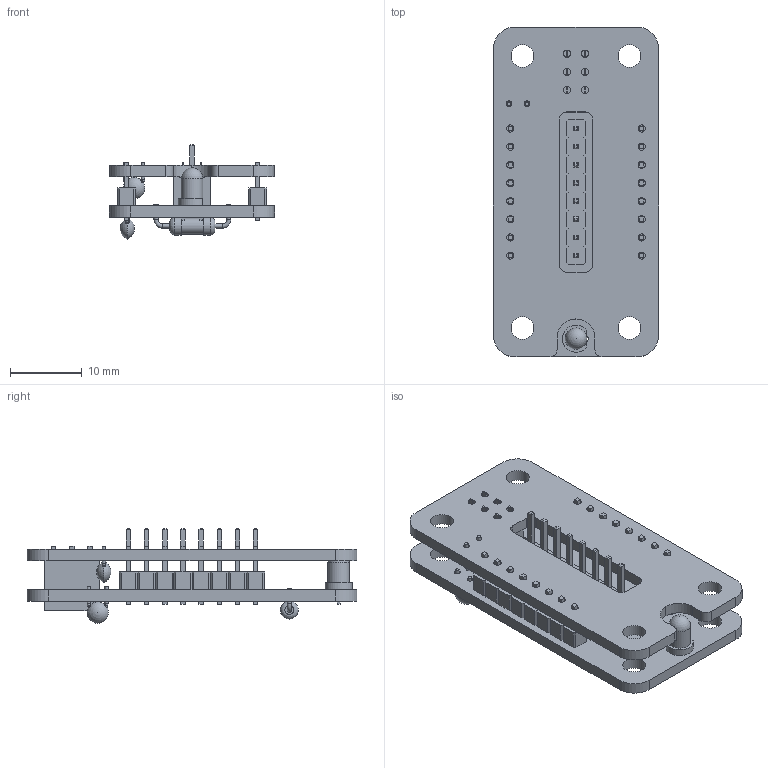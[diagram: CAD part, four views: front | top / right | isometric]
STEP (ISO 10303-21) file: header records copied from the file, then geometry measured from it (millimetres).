
FILE_DESCRIPTION(/* description */ (''),/* implementation_level */ '2;1');
FILE_NAME(/* name */ 'JTAG_ISP v3.step',/* time_stamp */ '2022-04-02T18:05:24-04:00',/* author */ (''),/* organization */ (''),/* preprocessor_version */ 'ST-DEVELOPER v18.1',/* originating_system */ 'Autodesk Translation Framework v10.14.0.1471',/* authorisation */ '');
FILE_SCHEMA (('AUTOMOTIVE_DESIGN { 1 0 10303 214 3 1 1 }'));
Length unit declared in the file: millimetre
Products named in the file (19): JTAG_ISP; JTAG_ISP-HDR; Board_Geoms_3d3b; Pcb_3d3b; Step_Models_3d3b; Top_3d3b; D1_LED_D3.0mm_53d453595ebd; J2_PinHeader_1x08_P254mm_Vertical_6ff02343ba92; Bot_3d3b; C1_C_Disc_D30mm_W20mm_P250mm_363e2a9714ca; R1_R_Axial_DIN0207_L63mm_D25mm_P1016mm_Horizontal_2357882c73e0; JTAG_ISP-ISP; Board_Geoms_b0ad; Pcb_b0ad; Step_Models_b0ad; Bot_b0ad; C1_C_Disc_D30mm_W20mm_P250mm_363e2a9714ca001; J1_PinSocket_2x03_P254mm_Vertical_9f436f284559; J2_PinHeader_1x08_P254mm_Vertical_6ff02343ba093
Assembly tree (19 placements, depth 5):
  JTAG_ISP
    JTAG_ISP-HDR
      Board_Geoms_3d3b
        Pcb_3d3b
      Step_Models_3d3b
        Top_3d3b
          D1_LED_D3.0mm_53d453595ebd
          J2_PinHeader_1x08_P254mm_Vertical_6ff02343ba92
        Bot_3d3b
          C1_C_Disc_D30mm_W20mm_P250mm_363e2a9714ca
          R1_R_Axial_DIN0207_L63mm_D25mm_P1016mm_Horizontal_2357882c73e0
    JTAG_ISP-ISP
      Board_Geoms_b0ad
        Pcb_b0ad
      Step_Models_b0ad
        Bot_b0ad
          J2_PinHeader_1x08_P254mm_Vertical_6ff02343ba093  x2
          C1_C_Disc_D30mm_W20mm_P250mm_363e2a9714ca001
          J1_PinSocket_2x03_P254mm_Vertical_9f436f284559
Bounding box: 23.08 x 46.14 x 13.24 mm (x, y, z)
Volume: 3689.6 mm3; surface area: 6227.3 mm2
Topology: 10 solids, 10 shells, 770 faces, 1982 edges, 1299 vertices
Faces by surface type: plane 658, cylinder 99, torus 6, sphere 5, bspline 2
Full cylindrical faces by diameter (mm): 0.5 x4, 0.6 x4, 0.8 x6, 0.9 x2, 1 x46, 2.25 x1, 2.5 x2, 3 x1, 3.2 x8
Entity records: 20688 total; most frequent: CARTESIAN_POINT 3678, ORIENTED_EDGE 3270, DIRECTION 3206, EDGE_CURVE 1635, LINE 1396, VECTOR 1396, VERTEX_POINT 1071, AXIS2_PLACEMENT_3D 905
